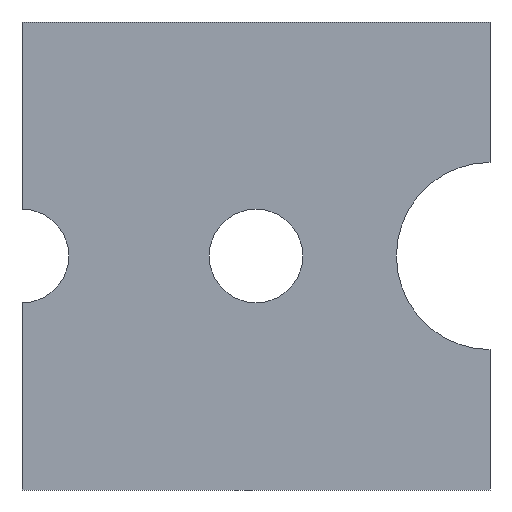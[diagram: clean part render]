
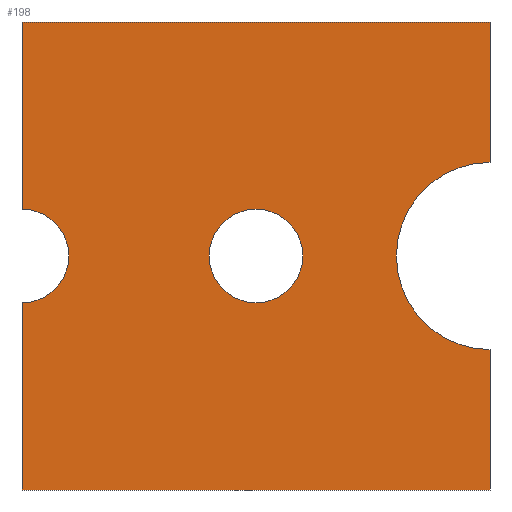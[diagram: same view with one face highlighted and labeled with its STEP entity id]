
A CAD part, left-side view. The second image highlights one B-rep face of the part: STEP entity #198.
In plain terms, the highlighted planar face has unit normal (-1, 0, 0).
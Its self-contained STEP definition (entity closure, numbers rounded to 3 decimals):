
#1=CARTESIAN_POINT('',(0.,0.,0.));
#2=DIRECTION('',(-1.,0.,0.));
#3=DIRECTION('',(0.,-1.,0.));
#4=AXIS2_PLACEMENT_3D('',#1,#2,#3);
#6=CARTESIAN_POINT('',(0.,0.,0.));
#7=DIRECTION('',(-1.,0.,0.));
#8=DIRECTION('',(0.,1.,0.));
#9=AXIS2_PLACEMENT_3D('',#6,#7,#8);
#11=CARTESIAN_POINT('',(0.,-50.,0.));
#12=DIRECTION('',(1.,0.,0.));
#13=DIRECTION('',(0.,0.,-1.));
#14=AXIS2_PLACEMENT_3D('',#11,#12,#13);
#16=DIRECTION('',(0.,0.,-1.));
#17=VECTOR('',#16,30.);
#18=CARTESIAN_POINT('',(0.,-50.,-20.));
#19=LINE('',#18,#17);
#20=DIRECTION('',(0.,1.,0.));
#21=VECTOR('',#20,100.);
#22=CARTESIAN_POINT('',(0.,-50.,-50.));
#23=LINE('',#22,#21);
#24=DIRECTION('',(0.,0.,1.));
#25=VECTOR('',#24,40.);
#26=CARTESIAN_POINT('',(0.,50.,-50.));
#27=LINE('',#26,#25);
#28=CARTESIAN_POINT('',(0.,50.,0.));
#29=DIRECTION('',(1.,0.,0.));
#30=DIRECTION('',(0.,0.,1.));
#31=AXIS2_PLACEMENT_3D('',#28,#29,#30);
#33=DIRECTION('',(0.,0.,1.));
#34=VECTOR('',#33,40.);
#35=CARTESIAN_POINT('',(0.,50.,10.));
#36=LINE('',#35,#34);
#37=DIRECTION('',(0.,-1.,0.));
#38=VECTOR('',#37,100.);
#39=CARTESIAN_POINT('',(0.,50.,50.));
#40=LINE('',#39,#38);
#41=DIRECTION('',(0.,0.,-1.));
#42=VECTOR('',#41,30.);
#43=CARTESIAN_POINT('',(0.,-50.,50.));
#44=LINE('',#43,#42);
#129=CARTESIAN_POINT('',(0.,-10.,0.));
#130=CARTESIAN_POINT('',(0.,10.,0.));
#131=VERTEX_POINT('',#129);
#132=VERTEX_POINT('',#130);
#133=CARTESIAN_POINT('',(0.,50.,50.));
#134=CARTESIAN_POINT('',(0.,-50.,50.));
#135=VERTEX_POINT('',#133);
#136=VERTEX_POINT('',#134);
#137=CARTESIAN_POINT('',(0.,-50.,-50.));
#138=CARTESIAN_POINT('',(0.,50.,-50.));
#139=VERTEX_POINT('',#137);
#140=VERTEX_POINT('',#138);
#153=CARTESIAN_POINT('',(0.,-50.,-20.));
#154=CARTESIAN_POINT('',(0.,-50.,20.));
#155=VERTEX_POINT('',#153);
#156=VERTEX_POINT('',#154);
#157=CARTESIAN_POINT('',(0.,50.,10.));
#158=CARTESIAN_POINT('',(0.,50.,-10.));
#159=VERTEX_POINT('',#157);
#160=VERTEX_POINT('',#158);
#169=CARTESIAN_POINT('',(0.,0.,0.));
#170=DIRECTION('',(1.,0.,0.));
#171=DIRECTION('',(0.,-1.,0.));
#172=AXIS2_PLACEMENT_3D('',#169,#170,#171);
#173=PLANE('',#172);
#175=ORIENTED_EDGE('',*,*,#174,.F.);
#177=ORIENTED_EDGE('',*,*,#176,.T.);
#179=ORIENTED_EDGE('',*,*,#178,.T.);
#181=ORIENTED_EDGE('',*,*,#180,.T.);
#183=ORIENTED_EDGE('',*,*,#182,.F.);
#185=ORIENTED_EDGE('',*,*,#184,.T.);
#187=ORIENTED_EDGE('',*,*,#186,.T.);
#189=ORIENTED_EDGE('',*,*,#188,.T.);
#190=EDGE_LOOP('',(#175,#177,#179,#181,#183,#185,#187,#189));
#191=FACE_OUTER_BOUND('',#190,.F.);
#193=ORIENTED_EDGE('',*,*,#192,.T.);
#195=ORIENTED_EDGE('',*,*,#194,.T.);
#196=EDGE_LOOP('',(#193,#195));
#197=FACE_BOUND('',#196,.F.);
#5=CIRCLE('',#4,10.);
#10=CIRCLE('',#9,10.);
#15=CIRCLE('',#14,20.);
#32=CIRCLE('',#31,10.);
#174=EDGE_CURVE('',#155,#156,#15,.T.);
#176=EDGE_CURVE('',#155,#139,#19,.T.);
#178=EDGE_CURVE('',#139,#140,#23,.T.);
#180=EDGE_CURVE('',#140,#160,#27,.T.);
#182=EDGE_CURVE('',#159,#160,#32,.T.);
#184=EDGE_CURVE('',#159,#135,#36,.T.);
#186=EDGE_CURVE('',#135,#136,#40,.T.);
#188=EDGE_CURVE('',#136,#156,#44,.T.);
#192=EDGE_CURVE('',#131,#132,#5,.T.);
#194=EDGE_CURVE('',#132,#131,#10,.T.);
#198=ADVANCED_FACE('',(#191,#197),#173,.F.);
